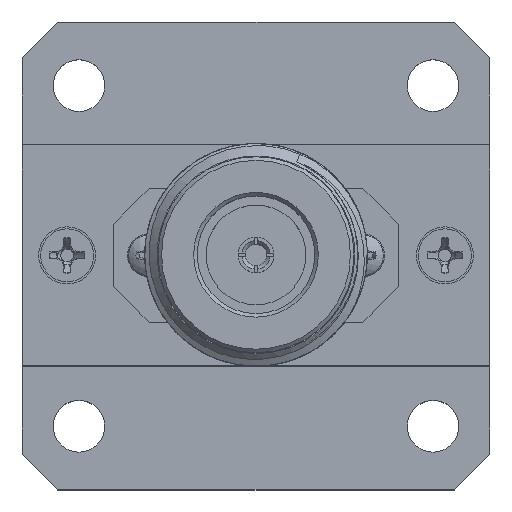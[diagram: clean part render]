
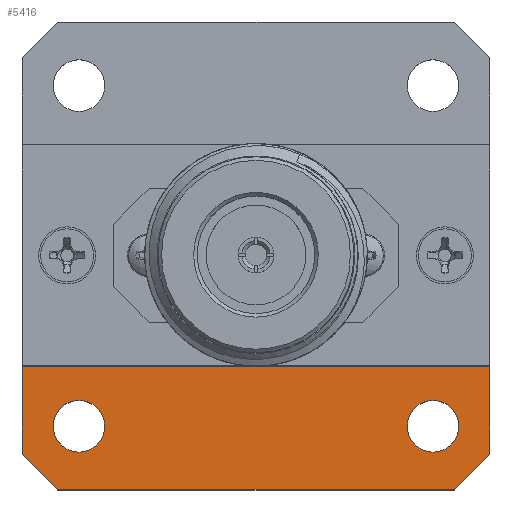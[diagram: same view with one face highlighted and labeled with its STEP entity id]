
A CAD part, top view. The second image highlights one B-rep face of the part: STEP entity #5416.
In plain terms, the highlighted planar face has unit normal (0, 0, 1).
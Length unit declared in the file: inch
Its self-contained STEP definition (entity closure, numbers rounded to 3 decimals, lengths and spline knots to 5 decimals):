
#310 = VERTEX_POINT ( 'NONE', #9150 ) ;
#883 = FACE_OUTER_BOUND ( 'NONE', #7180, .T. ) ;
#960 = CARTESIAN_POINT ( 'NONE',  ( -0.5565, -0.6565, 0. ) ) ;
#1006 = VERTEX_POINT ( 'NONE', #9741 ) ;
#1127 = EDGE_CURVE ( 'NONE', #7614, #7614, #5460, .T. ) ;
#1290 = LINE ( 'NONE', #2864, #4291 ) ;
#1583 = VECTOR ( 'NONE', #5732, 39.37008 ) ;
#1687 = EDGE_LOOP ( 'NONE', ( #9800 ) ) ;
#1991 = ORIENTED_EDGE ( 'NONE', *, *, #7285, .T. ) ;
#2082 = EDGE_CURVE ( 'NONE', #2848, #8448, #2980, .T. ) ;
#2086 = DIRECTION ( 'NONE',  ( 0., 1., 0. ) ) ;
#2087 = CARTESIAN_POINT ( 'NONE',  ( 0.5565, -0.6565, 0. ) ) ;
#2253 = DIRECTION ( 'NONE',  ( 1., 0., 0. ) ) ;
#2314 = EDGE_LOOP ( 'NONE', ( #4827 ) ) ;
#2557 = DIRECTION ( 'NONE',  ( 0.707, -0.707, 0. ) ) ;
#2848 = VERTEX_POINT ( 'NONE', #3130 ) ;
#2864 = CARTESIAN_POINT ( 'NONE',  ( -0.6565, -0.6565, 0. ) ) ;
#2980 = LINE ( 'NONE', #3082, #4600 ) ;
#2986 = EDGE_CURVE ( 'NONE', #5638, #8448, #3953, .T. ) ;
#3082 = CARTESIAN_POINT ( 'NONE',  ( 0.6565, -0.6565, 0. ) ) ;
#3105 = AXIS2_PLACEMENT_3D ( 'NONE', #6245, #7723, #2253 ) ;
#3130 = CARTESIAN_POINT ( 'NONE',  ( 0.6565, -0.5565, 0. ) ) ;
#3172 = CARTESIAN_POINT ( 'NONE',  ( -0.6565, -0.31, 0. ) ) ;
#3905 = VERTEX_POINT ( 'NONE', #960 ) ;
#3953 = LINE ( 'NONE', #3172, #1583 ) ;
#4084 = CARTESIAN_POINT ( 'NONE',  ( 0.6565, -0.31, 0. ) ) ;
#4154 = VERTEX_POINT ( 'NONE', #4517 ) ;
#4291 = VECTOR ( 'NONE', #9177, 39.37008 ) ;
#4356 = EDGE_CURVE ( 'NONE', #310, #310, #10191, .T. ) ;
#4498 = PLANE ( 'NONE',  #8348 ) ;
#4517 = CARTESIAN_POINT ( 'NONE',  ( -0.6565, -0.5565, 0. ) ) ;
#4600 = VECTOR ( 'NONE', #2086, 39.37008 ) ;
#4808 = CARTESIAN_POINT ( 'NONE',  ( -0.6565, -0.31, 0. ) ) ;
#4812 = CARTESIAN_POINT ( 'NONE',  ( 0.497, -0.478, 0. ) ) ;
#4827 = ORIENTED_EDGE ( 'NONE', *, *, #1127, .F. ) ;
#4870 = CARTESIAN_POINT ( 'NONE',  ( -0.6565, -0.6565, 0. ) ) ;
#5033 = ORIENTED_EDGE ( 'NONE', *, *, #2082, .T. ) ;
#5366 = EDGE_CURVE ( 'NONE', #5638, #4154, #6669, .T. ) ;
#5416 = ADVANCED_FACE ( 'NONE', ( #6458, #8878, #883 ), #4498, .F. ) ;
#5456 = DIRECTION ( 'NONE',  ( 0.707, 0.707, 0. ) ) ;
#5460 = CIRCLE ( 'NONE', #3105, 0.0725 ) ;
#5638 = VERTEX_POINT ( 'NONE', #4808 ) ;
#5651 = VECTOR ( 'NONE', #2557, 39.37008 ) ;
#5669 = DIRECTION ( 'NONE',  ( 0., -1., 0. ) ) ;
#5732 = DIRECTION ( 'NONE',  ( 1., 0., 0. ) ) ;
#5771 = CARTESIAN_POINT ( 'NONE',  ( -0.6565, -0.5565, 0. ) ) ;
#6124 = DIRECTION ( 'NONE',  ( 0., 0., -1. ) ) ;
#6245 = CARTESIAN_POINT ( 'NONE',  ( -0.497, -0.478, 0. ) ) ;
#6251 = ORIENTED_EDGE ( 'NONE', *, *, #8322, .T. ) ;
#6458 = FACE_BOUND ( 'NONE', #1687, .T. ) ;
#6574 = ORIENTED_EDGE ( 'NONE', *, *, #2986, .F. ) ;
#6669 = LINE ( 'NONE', #4870, #10033 ) ;
#6712 = CARTESIAN_POINT ( 'NONE',  ( 0., 0., 0. ) ) ;
#7083 = DIRECTION ( 'NONE',  ( 0., 0., 1. ) ) ;
#7180 = EDGE_LOOP ( 'NONE', ( #6574, #7446, #6251, #1991, #8852, #5033 ) ) ;
#7285 = EDGE_CURVE ( 'NONE', #3905, #1006, #1290, .T. ) ;
#7446 = ORIENTED_EDGE ( 'NONE', *, *, #5366, .T. ) ;
#7597 = DIRECTION ( 'NONE',  ( -1., 0., 0. ) ) ;
#7614 = VERTEX_POINT ( 'NONE', #8258 ) ;
#7723 = DIRECTION ( 'NONE',  ( 0., 0., 1. ) ) ;
#7880 = LINE ( 'NONE', #2087, #10353 ) ;
#8194 = EDGE_CURVE ( 'NONE', #1006, #2848, #7880, .T. ) ;
#8258 = CARTESIAN_POINT ( 'NONE',  ( -0.4245, -0.478, 0. ) ) ;
#8322 = EDGE_CURVE ( 'NONE', #4154, #3905, #9724, .T. ) ;
#8348 = AXIS2_PLACEMENT_3D ( 'NONE', #6712, #6124, #7597 ) ;
#8448 = VERTEX_POINT ( 'NONE', #4084 ) ;
#8852 = ORIENTED_EDGE ( 'NONE', *, *, #8194, .T. ) ;
#8878 = FACE_BOUND ( 'NONE', #2314, .T. ) ;
#9150 = CARTESIAN_POINT ( 'NONE',  ( 0.5695, -0.478, 0. ) ) ;
#9177 = DIRECTION ( 'NONE',  ( 1., 0., 0. ) ) ;
#9724 = LINE ( 'NONE', #5771, #5651 ) ;
#9741 = CARTESIAN_POINT ( 'NONE',  ( 0.5565, -0.6565, 0. ) ) ;
#9800 = ORIENTED_EDGE ( 'NONE', *, *, #4356, .F. ) ;
#9860 = AXIS2_PLACEMENT_3D ( 'NONE', #4812, #7083, #10291 ) ;
#10033 = VECTOR ( 'NONE', #5669, 39.37008 ) ;
#10191 = CIRCLE ( 'NONE', #9860, 0.0725 ) ;
#10291 = DIRECTION ( 'NONE',  ( 1., 0., 0. ) ) ;
#10353 = VECTOR ( 'NONE', #5456, 39.37008 ) ;
